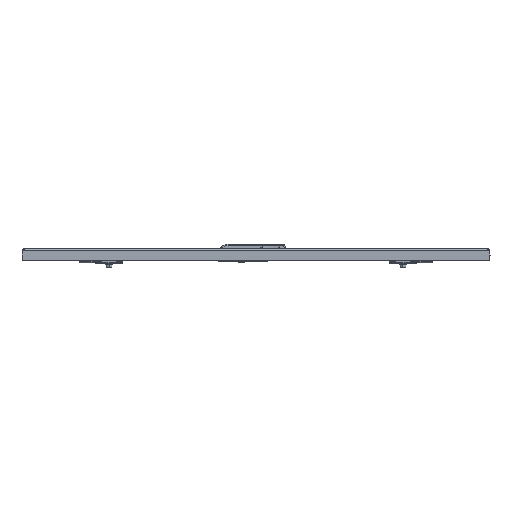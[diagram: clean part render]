
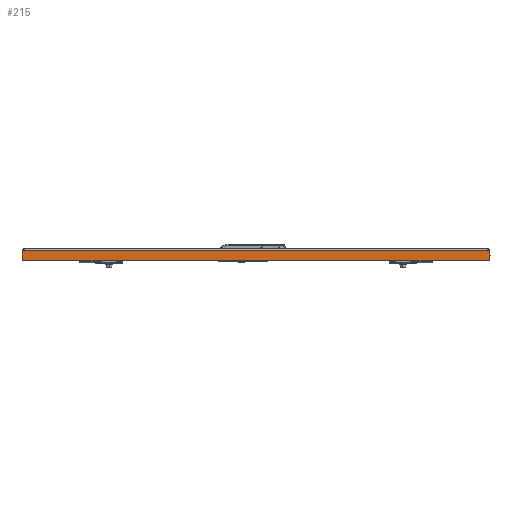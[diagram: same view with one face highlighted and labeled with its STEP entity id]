
A CAD part, left-side view. The second image highlights one B-rep face of the part: STEP entity #215.
In plain terms, the highlighted planar face has unit normal (-1, 0, 0).
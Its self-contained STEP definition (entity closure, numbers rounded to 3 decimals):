
#215 = ADVANCED_FACE ( 'NONE', ( #22885 ), #22394, .F. ) ;
#3592 = EDGE_CURVE ( 'NONE', #26761, #26765, #19576, .T. ) ;
#3595 = EDGE_CURVE ( 'NONE', #26772, #26766, #19580, .T. ) ;
#3598 = EDGE_CURVE ( 'NONE', #26766, #26776, #19588, .T. ) ;
#3602 = EDGE_CURVE ( 'NONE', #26768, #26772, #19594, .T. ) ;
#3605 = EDGE_CURVE ( 'NONE', #26765, #26776, #19596, .T. ) ;
#3606 = EDGE_CURVE ( 'NONE', #26768, #26761, #19604, .T. ) ;
#18637 = CARTESIAN_POINT ( 'NONE',  ( -197., -397.5, -3. ) ) ;
#18638 = CARTESIAN_POINT ( 'NONE',  ( -197., 0., -20. ) ) ;
#18639 = DIRECTION ( 'NONE',  ( 0., -1., 0. ) ) ;
#18644 = DIRECTION ( 'NONE',  ( 0., -1., 0. ) ) ;
#18645 = CARTESIAN_POINT ( 'NONE',  ( -197., 397.5, 0. ) ) ;
#18649 = CARTESIAN_POINT ( 'NONE',  ( -197., -397.5, 0. ) ) ;
#18650 = DIRECTION ( 'NONE',  ( 0., 0., 1. ) ) ;
#18654 = CARTESIAN_POINT ( 'NONE',  ( -197., -397.5, -3. ) ) ;
#18657 = DIRECTION ( 'NONE',  ( 0., 0., -1. ) ) ;
#18663 = DIRECTION ( 'NONE',  ( 0., -1., 0. ) ) ;
#18664 = CARTESIAN_POINT ( 'NONE',  ( -197., -397.5, -3. ) ) ;
#18665 = DIRECTION ( 'NONE',  ( 0., -1., 0. ) ) ;
#19576 = LINE ( 'NONE', #18637, #19579 ) ;
#19579 = VECTOR ( 'NONE', #18639, 1000. ) ;
#19580 = LINE ( 'NONE', #18638, #19585 ) ;
#19585 = VECTOR ( 'NONE', #18644, 1000. ) ;
#19588 = LINE ( 'NONE', #18649, #19591 ) ;
#19591 = VECTOR ( 'NONE', #18650, 1000. ) ;
#19594 = LINE ( 'NONE', #18645, #19599 ) ;
#19596 = LINE ( 'NONE', #18654, #19605 ) ;
#19599 = VECTOR ( 'NONE', #18657, 1000. ) ;
#19604 = LINE ( 'NONE', #18664, #19607 ) ;
#19605 = VECTOR ( 'NONE', #18663, 1000. ) ;
#19607 = VECTOR ( 'NONE', #18665, 1000. ) ;
#22387 = CARTESIAN_POINT ( 'NONE',  ( -197., 0., 0. ) ) ;
#22394 = PLANE ( 'NONE',  #22642 ) ;
#22396 = DIRECTION ( 'NONE',  ( 1., 0., 0. ) ) ;
#22397 = DIRECTION ( 'NONE',  ( 0., 0., -1. ) ) ;
#22642 = AXIS2_PLACEMENT_3D ( 'NONE', #22387, #22396, #22397 ) ;
#22885 = FACE_OUTER_BOUND ( 'NONE', #23789, .T. ) ;
#23789 = EDGE_LOOP ( 'NONE', ( #28283, #28284, #28285, #28286, #28287, #28288 ) ) ;
#26761 = VERTEX_POINT ( 'NONE', #37746 ) ;
#26765 = VERTEX_POINT ( 'NONE', #37755 ) ;
#26766 = VERTEX_POINT ( 'NONE', #37756 ) ;
#26768 = VERTEX_POINT ( 'NONE', #37752 ) ;
#26772 = VERTEX_POINT ( 'NONE', #37760 ) ;
#26776 = VERTEX_POINT ( 'NONE', #37758 ) ;
#28283 = ORIENTED_EDGE ( 'NONE', *, *, #3606, .F. ) ;
#28284 = ORIENTED_EDGE ( 'NONE', *, *, #3602, .T. ) ;
#28285 = ORIENTED_EDGE ( 'NONE', *, *, #3595, .T. ) ;
#28286 = ORIENTED_EDGE ( 'NONE', *, *, #3598, .T. ) ;
#28287 = ORIENTED_EDGE ( 'NONE', *, *, #3605, .F. ) ;
#28288 = ORIENTED_EDGE ( 'NONE', *, *, #3592, .F. ) ;
#37746 = CARTESIAN_POINT ( 'NONE',  ( -197., 394.5, -3. ) ) ;
#37752 = CARTESIAN_POINT ( 'NONE',  ( -197., 397.5, -3. ) ) ;
#37755 = CARTESIAN_POINT ( 'NONE',  ( -197., -394.5, -3. ) ) ;
#37756 = CARTESIAN_POINT ( 'NONE',  ( -197., -397.5, -20. ) ) ;
#37758 = CARTESIAN_POINT ( 'NONE',  ( -197., -397.5, -3. ) ) ;
#37760 = CARTESIAN_POINT ( 'NONE',  ( -197., 397.5, -20. ) ) ;
